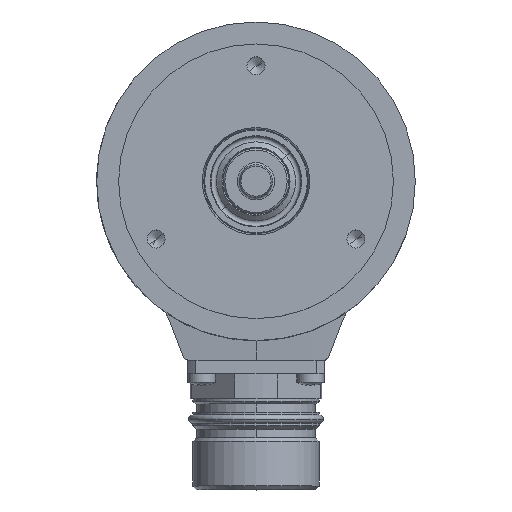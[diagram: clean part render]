
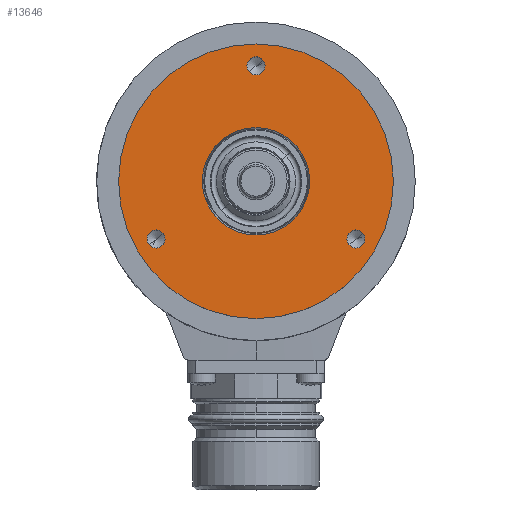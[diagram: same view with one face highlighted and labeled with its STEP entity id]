
A CAD part, top view. The second image highlights one B-rep face of the part: STEP entity #13646.
In plain terms, the highlighted planar face has unit normal (0, 0, 1).
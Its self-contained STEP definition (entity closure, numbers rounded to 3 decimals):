
#3160=CARTESIAN_POINT('',(0.,0.,30.5));
#3161=DIRECTION('',(0.,0.,1.));
#3162=DIRECTION('',(0.643,-0.766,0.));
#3163=AXIS2_PLACEMENT_3D('',#3160,#3161,#3162);
#3165=CARTESIAN_POINT('',(0.,0.,30.5));
#3166=DIRECTION('',(0.,0.,1.));
#3167=DIRECTION('',(-0.643,0.766,0.));
#3168=AXIS2_PLACEMENT_3D('',#3165,#3166,#3167);
#3170=CARTESIAN_POINT('',(0.,0.,30.5));
#3171=DIRECTION('',(0.,0.,-1.));
#3172=DIRECTION('',(0.766,0.643,0.));
#3173=AXIS2_PLACEMENT_3D('',#3170,#3171,#3172);
#3175=CARTESIAN_POINT('',(0.,0.,30.5));
#3176=DIRECTION('',(0.,0.,-1.));
#3177=DIRECTION('',(-0.766,-0.643,0.));
#3178=AXIS2_PLACEMENT_3D('',#3175,#3176,#3177);
#3180=CARTESIAN_POINT('',(-18.187,-10.5,30.5));
#3181=DIRECTION('',(0.,0.,1.));
#3182=DIRECTION('',(0.766,0.643,0.));
#3183=AXIS2_PLACEMENT_3D('',#3180,#3181,#3182);
#3185=CARTESIAN_POINT('',(-18.187,-10.5,30.5));
#3186=DIRECTION('',(0.,0.,1.));
#3187=DIRECTION('',(-0.766,-0.643,0.));
#3188=AXIS2_PLACEMENT_3D('',#3185,#3186,#3187);
#3190=CARTESIAN_POINT('',(0.,21.,30.5));
#3191=DIRECTION('',(0.,0.,1.));
#3192=DIRECTION('',(0.766,0.643,0.));
#3193=AXIS2_PLACEMENT_3D('',#3190,#3191,#3192);
#3195=CARTESIAN_POINT('',(0.,21.,30.5));
#3196=DIRECTION('',(0.,0.,1.));
#3197=DIRECTION('',(-0.766,-0.643,0.));
#3198=AXIS2_PLACEMENT_3D('',#3195,#3196,#3197);
#3200=CARTESIAN_POINT('',(18.187,-10.5,30.5));
#3201=DIRECTION('',(0.,0.,1.));
#3202=DIRECTION('',(0.766,0.643,0.));
#3203=AXIS2_PLACEMENT_3D('',#3200,#3201,#3202);
#3205=CARTESIAN_POINT('',(18.187,-10.5,30.5));
#3206=DIRECTION('',(0.,0.,1.));
#3207=DIRECTION('',(-0.766,-0.643,0.));
#3208=AXIS2_PLACEMENT_3D('',#3205,#3206,#3207);
#7348=CARTESIAN_POINT('',(7.483,6.279,30.5));
#7349=CARTESIAN_POINT('',(-7.483,-6.279,30.5));
#7350=VERTEX_POINT('',#7348);
#7351=VERTEX_POINT('',#7349);
#7356=CARTESIAN_POINT('',(16.07,-19.151,30.5));
#7357=CARTESIAN_POINT('',(-16.07,19.151,30.5));
#7358=VERTEX_POINT('',#7356);
#7359=VERTEX_POINT('',#7357);
#7398=CARTESIAN_POINT('',(-16.923,-9.439,30.5));
#7399=CARTESIAN_POINT('',(-19.451,-11.561,30.5));
#7400=VERTEX_POINT('',#7398);
#7401=VERTEX_POINT('',#7399);
#7408=CARTESIAN_POINT('',(1.264,22.061,30.5));
#7409=CARTESIAN_POINT('',(-1.264,19.939,30.5));
#7410=VERTEX_POINT('',#7408);
#7411=VERTEX_POINT('',#7409);
#7418=CARTESIAN_POINT('',(19.451,-9.439,30.5));
#7419=CARTESIAN_POINT('',(16.923,-11.561,30.5));
#7420=VERTEX_POINT('',#7418);
#7421=VERTEX_POINT('',#7419);
#13612=CARTESIAN_POINT('',(0.,0.,30.5));
#13613=DIRECTION('',(0.,0.,1.));
#13614=DIRECTION('',(0.643,-0.766,0.));
#13615=AXIS2_PLACEMENT_3D('',#13612,#13613,#13614);
#13616=PLANE('',#13615);
#13618=ORIENTED_EDGE('',*,*,#13617,.F.);
#13620=ORIENTED_EDGE('',*,*,#13619,.F.);
#13621=EDGE_LOOP('',(#13618,#13620));
#13622=FACE_OUTER_BOUND('',#13621,.F.);
#13623=ORIENTED_EDGE('',*,*,#13595,.F.);
#13625=ORIENTED_EDGE('',*,*,#13624,.F.);
#13626=EDGE_LOOP('',(#13623,#13625));
#13627=FACE_BOUND('',#13626,.F.);
#13629=ORIENTED_EDGE('',*,*,#13628,.T.);
#13631=ORIENTED_EDGE('',*,*,#13630,.T.);
#13632=EDGE_LOOP('',(#13629,#13631));
#13633=FACE_BOUND('',#13632,.F.);
#13635=ORIENTED_EDGE('',*,*,#13634,.T.);
#13637=ORIENTED_EDGE('',*,*,#13636,.T.);
#13638=EDGE_LOOP('',(#13635,#13637));
#13639=FACE_BOUND('',#13638,.F.);
#13641=ORIENTED_EDGE('',*,*,#13640,.T.);
#13643=ORIENTED_EDGE('',*,*,#13642,.T.);
#13644=EDGE_LOOP('',(#13641,#13643));
#13645=FACE_BOUND('',#13644,.F.);
#3164=CIRCLE('',#3163,25.);
#3169=CIRCLE('',#3168,25.);
#3174=CIRCLE('',#3173,9.768);
#3179=CIRCLE('',#3178,9.768);
#3184=CIRCLE('',#3183,1.65);
#3189=CIRCLE('',#3188,1.65);
#3194=CIRCLE('',#3193,1.65);
#3199=CIRCLE('',#3198,1.65);
#3204=CIRCLE('',#3203,1.65);
#3209=CIRCLE('',#3208,1.65);
#13595=EDGE_CURVE('',#7350,#7351,#3174,.T.);
#13617=EDGE_CURVE('',#7358,#7359,#3164,.T.);
#13619=EDGE_CURVE('',#7359,#7358,#3169,.T.);
#13624=EDGE_CURVE('',#7351,#7350,#3179,.T.);
#13628=EDGE_CURVE('',#7400,#7401,#3184,.T.);
#13630=EDGE_CURVE('',#7401,#7400,#3189,.T.);
#13634=EDGE_CURVE('',#7410,#7411,#3194,.T.);
#13636=EDGE_CURVE('',#7411,#7410,#3199,.T.);
#13640=EDGE_CURVE('',#7420,#7421,#3204,.T.);
#13642=EDGE_CURVE('',#7421,#7420,#3209,.T.);
#13646=ADVANCED_FACE('',(#13622,#13627,#13633,#13639,#13645),#13616,.T.);
